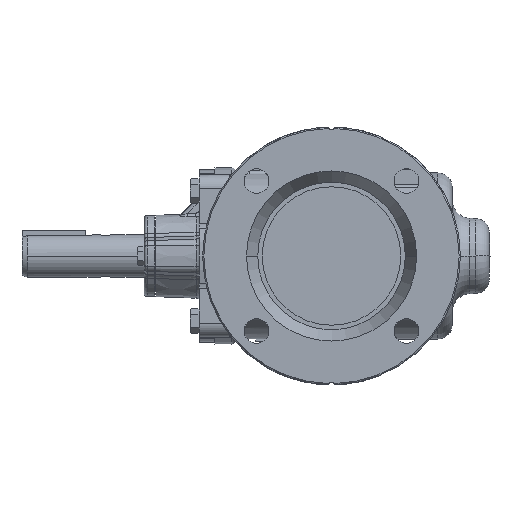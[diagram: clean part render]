
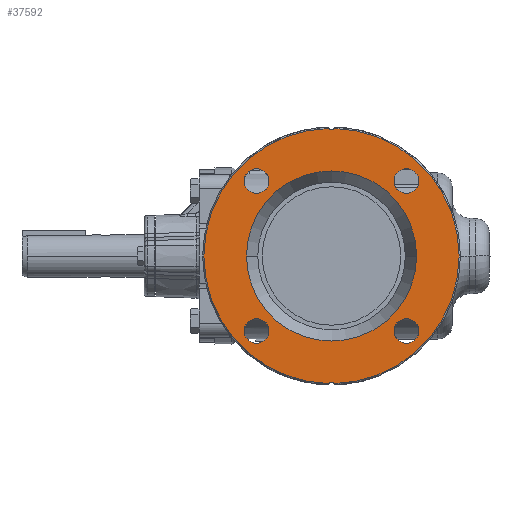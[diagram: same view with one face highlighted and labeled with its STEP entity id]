
A CAD part, left-side view. The second image highlights one B-rep face of the part: STEP entity #37592.
In plain terms, the highlighted planar face has unit normal (-1, 0, 0).
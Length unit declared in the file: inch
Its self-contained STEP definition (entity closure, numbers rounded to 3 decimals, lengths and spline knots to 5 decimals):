
#15556=CARTESIAN_POINT('',(-7.125,0.,-4.5625));
#15557=DIRECTION('',(-1.,0.,0.));
#15558=DIRECTION('',(0.,-0.87,0.493));
#15559=AXIS2_PLACEMENT_3D('',#15556,#15557,#15558);
#15565=CARTESIAN_POINT('',(-7.125,0.,0.));
#15566=DIRECTION('',(1.,0.,0.));
#15567=DIRECTION('',(0.,-0.018,1.));
#15568=AXIS2_PLACEMENT_3D('',#15565,#15566,#15567);
#15633=CARTESIAN_POINT('',(-7.125,0.,4.5625));
#15634=DIRECTION('',(1.,0.,0.));
#15635=DIRECTION('',(0.,-0.87,-0.493));
#15636=AXIS2_PLACEMENT_3D('',#15633,#15634,#15635);
#15649=CARTESIAN_POINT('',(-7.125,0.,0.));
#15650=DIRECTION('',(1.,0.,0.));
#15651=DIRECTION('',(0.,0.018,-1.));
#15652=AXIS2_PLACEMENT_3D('',#15649,#15650,#15651);
#16295=CARTESIAN_POINT('',(-7.125,2.65165,2.65165));
#16296=DIRECTION('',(-1.,0.,0.));
#16297=DIRECTION('',(0.,0.,1.));
#16298=AXIS2_PLACEMENT_3D('',#16295,#16296,#16297);
#16304=CARTESIAN_POINT('',(-7.125,2.65165,2.65165));
#16305=DIRECTION('',(-1.,0.,0.));
#16306=DIRECTION('',(0.,0.,-1.));
#16307=AXIS2_PLACEMENT_3D('',#16304,#16305,#16306);
#16313=CARTESIAN_POINT('',(-7.125,-2.65165,2.65165));
#16314=DIRECTION('',(-1.,0.,0.));
#16315=DIRECTION('',(0.,0.,1.));
#16316=AXIS2_PLACEMENT_3D('',#16313,#16314,#16315);
#16322=CARTESIAN_POINT('',(-7.125,-2.65165,2.65165));
#16323=DIRECTION('',(-1.,0.,0.));
#16324=DIRECTION('',(0.,0.,-1.));
#16325=AXIS2_PLACEMENT_3D('',#16322,#16323,#16324);
#16343=CARTESIAN_POINT('',(-7.125,0.,0.));
#16344=DIRECTION('',(1.,0.,0.));
#16345=DIRECTION('',(0.,1.,0.));
#16346=AXIS2_PLACEMENT_3D('',#16343,#16344,#16345);
#16348=CARTESIAN_POINT('',(-7.125,0.,0.));
#16349=DIRECTION('',(1.,0.,0.));
#16350=DIRECTION('',(0.,-1.,0.));
#16351=AXIS2_PLACEMENT_3D('',#16348,#16349,#16350);
#16417=CARTESIAN_POINT('',(-7.125,2.65165,-2.65165));
#16418=DIRECTION('',(-1.,0.,0.));
#16419=DIRECTION('',(0.,0.,1.));
#16420=AXIS2_PLACEMENT_3D('',#16417,#16418,#16419);
#16426=CARTESIAN_POINT('',(-7.125,2.65165,-2.65165));
#16427=DIRECTION('',(-1.,0.,0.));
#16428=DIRECTION('',(0.,0.,-1.));
#16429=AXIS2_PLACEMENT_3D('',#16426,#16427,#16428);
#16435=CARTESIAN_POINT('',(-7.125,-2.65165,-2.65165));
#16436=DIRECTION('',(-1.,0.,0.));
#16437=DIRECTION('',(0.,0.,1.));
#16438=AXIS2_PLACEMENT_3D('',#16435,#16436,#16437);
#16444=CARTESIAN_POINT('',(-7.125,-2.65165,-2.65165));
#16445=DIRECTION('',(-1.,0.,0.));
#16446=DIRECTION('',(0.,0.,-1.));
#16447=AXIS2_PLACEMENT_3D('',#16444,#16445,#16446);
#24810=CARTESIAN_POINT('',(-7.125,3.01,0.));
#24811=CARTESIAN_POINT('',(-7.125,-3.01,0.));
#24812=VERTEX_POINT('',#24810);
#24813=VERTEX_POINT('',#24811);
#24814=CARTESIAN_POINT('',(-7.125,-0.08157,4.51628));
#24815=CARTESIAN_POINT('',(-7.125,-0.08157,-4.51628));
#24816=VERTEX_POINT('',#24814);
#24817=VERTEX_POINT('',#24815);
#24818=CARTESIAN_POINT('',(-7.125,2.65165,3.08915));
#24819=CARTESIAN_POINT('',(-7.125,2.65165,2.21415));
#24820=VERTEX_POINT('',#24818);
#24821=VERTEX_POINT('',#24819);
#24822=CARTESIAN_POINT('',(-7.125,2.65165,-2.21415));
#24823=CARTESIAN_POINT('',(-7.125,2.65165,-3.08915));
#24824=VERTEX_POINT('',#24822);
#24825=VERTEX_POINT('',#24823);
#24826=CARTESIAN_POINT('',(-7.125,-2.65165,3.08915));
#24827=CARTESIAN_POINT('',(-7.125,-2.65165,2.21415));
#24828=VERTEX_POINT('',#24826);
#24829=VERTEX_POINT('',#24827);
#24830=CARTESIAN_POINT('',(-7.125,-2.65165,-2.21415));
#24831=CARTESIAN_POINT('',(-7.125,-2.65165,-3.08915));
#24832=VERTEX_POINT('',#24830);
#24833=VERTEX_POINT('',#24831);
#24866=CARTESIAN_POINT('',(-7.125,0.08157,4.51628));
#24867=VERTEX_POINT('',#24866);
#24868=CARTESIAN_POINT('',(-7.125,0.08157,-4.51628));
#24869=VERTEX_POINT('',#24868);
#37548=CARTESIAN_POINT('',(-7.125,-4.5625,5.47439));
#37549=DIRECTION('',(1.,0.,0.));
#37550=DIRECTION('',(0.,1.,0.));
#37551=AXIS2_PLACEMENT_3D('',#37548,#37549,#37550);
#37552=PLANE('',#37551);
#37554=ORIENTED_EDGE('',*,*,#37553,.T.);
#37555=ORIENTED_EDGE('',*,*,#37530,.T.);
#37557=ORIENTED_EDGE('',*,*,#37556,.T.);
#37559=ORIENTED_EDGE('',*,*,#37558,.F.);
#37560=EDGE_LOOP('',(#37554,#37555,#37557,#37559));
#37561=FACE_OUTER_BOUND('',#37560,.F.);
#37563=ORIENTED_EDGE('',*,*,#37562,.F.);
#37565=ORIENTED_EDGE('',*,*,#37564,.F.);
#37566=EDGE_LOOP('',(#37563,#37565));
#37567=FACE_BOUND('',#37566,.F.);
#37569=ORIENTED_EDGE('',*,*,#37568,.T.);
#37571=ORIENTED_EDGE('',*,*,#37570,.T.);
#37572=EDGE_LOOP('',(#37569,#37571));
#37573=FACE_BOUND('',#37572,.F.);
#37575=ORIENTED_EDGE('',*,*,#37574,.T.);
#37577=ORIENTED_EDGE('',*,*,#37576,.T.);
#37578=EDGE_LOOP('',(#37575,#37577));
#37579=FACE_BOUND('',#37578,.F.);
#37581=ORIENTED_EDGE('',*,*,#37580,.T.);
#37583=ORIENTED_EDGE('',*,*,#37582,.T.);
#37584=EDGE_LOOP('',(#37581,#37583));
#37585=FACE_BOUND('',#37584,.F.);
#37587=ORIENTED_EDGE('',*,*,#37586,.T.);
#37589=ORIENTED_EDGE('',*,*,#37588,.T.);
#37590=EDGE_LOOP('',(#37587,#37589));
#37591=FACE_BOUND('',#37590,.F.);
#15560=CIRCLE('',#15559,0.09375);
#15569=CIRCLE('',#15568,4.51702);
#15637=CIRCLE('',#15636,0.09375);
#15653=CIRCLE('',#15652,4.51702);
#16299=CIRCLE('',#16298,0.4375);
#16308=CIRCLE('',#16307,0.4375);
#16317=CIRCLE('',#16316,0.4375);
#16326=CIRCLE('',#16325,0.4375);
#16347=CIRCLE('',#16346,3.01);
#16352=CIRCLE('',#16351,3.01);
#16421=CIRCLE('',#16420,0.4375);
#16430=CIRCLE('',#16429,0.4375);
#16439=CIRCLE('',#16438,0.4375);
#16448=CIRCLE('',#16447,0.4375);
#37530=EDGE_CURVE('',#24817,#24869,#15560,.T.);
#37553=EDGE_CURVE('',#24816,#24817,#15569,.T.);
#37556=EDGE_CURVE('',#24869,#24867,#15653,.T.);
#37558=EDGE_CURVE('',#24816,#24867,#15637,.T.);
#37562=EDGE_CURVE('',#24812,#24813,#16347,.T.);
#37564=EDGE_CURVE('',#24813,#24812,#16352,.T.);
#37568=EDGE_CURVE('',#24820,#24821,#16299,.T.);
#37570=EDGE_CURVE('',#24821,#24820,#16308,.T.);
#37574=EDGE_CURVE('',#24824,#24825,#16421,.T.);
#37576=EDGE_CURVE('',#24825,#24824,#16430,.T.);
#37580=EDGE_CURVE('',#24828,#24829,#16317,.T.);
#37582=EDGE_CURVE('',#24829,#24828,#16326,.T.);
#37586=EDGE_CURVE('',#24832,#24833,#16439,.T.);
#37588=EDGE_CURVE('',#24833,#24832,#16448,.T.);
#37592=ADVANCED_FACE('',(#37561,#37567,#37573,#37579,#37585,#37591),#37552,.F.);
